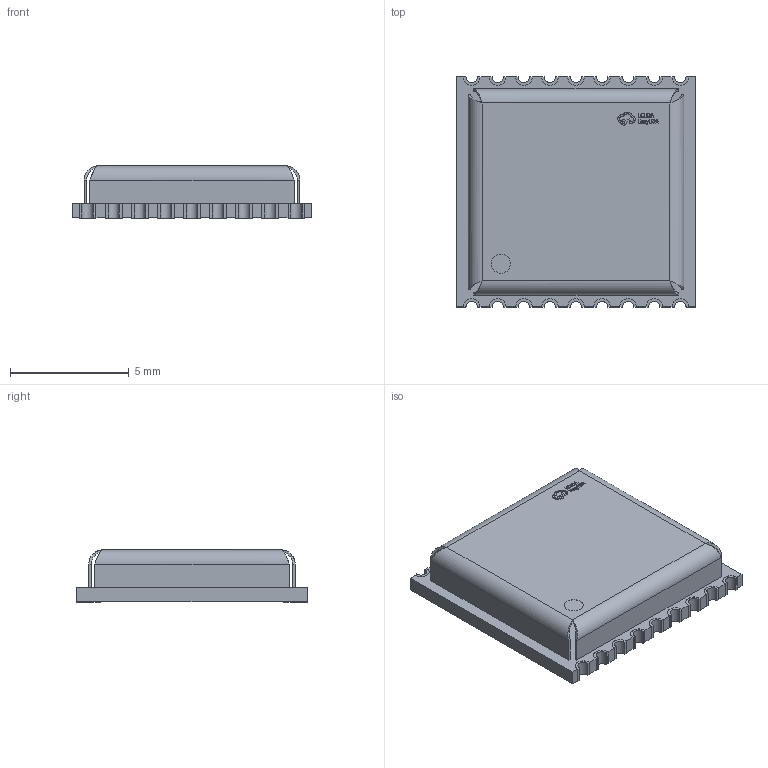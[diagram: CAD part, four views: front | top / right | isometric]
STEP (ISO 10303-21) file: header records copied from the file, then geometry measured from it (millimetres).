
FILE_DESCRIPTION (( 'STEP AP214' ), '1' );
FILE_NAME ('SMD-18_L10.1-W9.7-P1.10-TL_SKG09F.step', '2022-07-26T08:40:19', ( '' ), ( '' ), 'SwSTEP 2.0', 'SolidWorks 2020', '' );
FILE_SCHEMA (( 'AUTOMOTIVE_DESIGN' ));
Length unit declared in the file: millimetre
Products named in the file (1): SMD-18_L10.1-W9.7-P1.10-TL_SKG09F
Bounding box: 10.1 x 9.72 x 2.21 mm (x, y, z)
Volume: 70 mm3; surface area: 461.1 mm2
Topology: 14 solids, 14 shells, 585 faces, 1549 edges, 998 vertices
Faces by surface type: plane 365, bspline 120, cylinder 100
Entity records: 26045 total; most frequent: CARTESIAN_POINT 5737, ORIENTED_EDGE 3098, DIRECTION 2349, EDGE_CURVE 1549, VECTOR 1121, LINE 1121, VERTEX_POINT 998, AXIS2_PLACEMENT_3D 614
